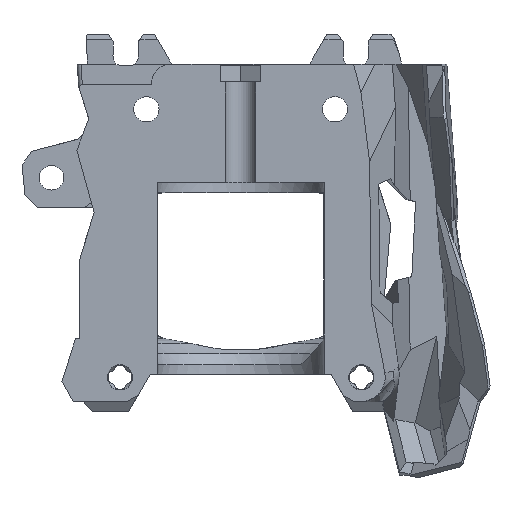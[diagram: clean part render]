
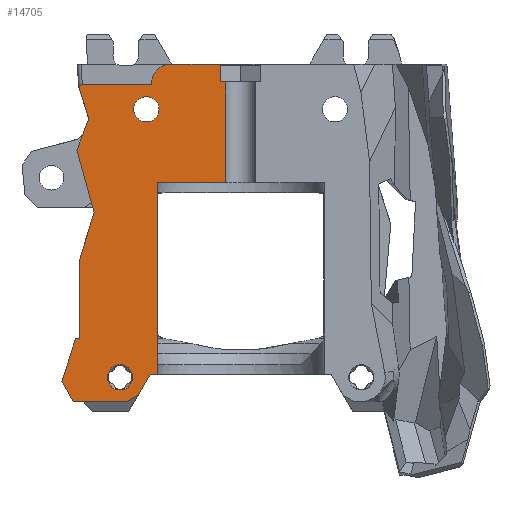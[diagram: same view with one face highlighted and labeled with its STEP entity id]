
A CAD part, front view. The second image highlights one B-rep face of the part: STEP entity #14705.
In plain terms, the highlighted planar face has unit normal (0, -1, 0).
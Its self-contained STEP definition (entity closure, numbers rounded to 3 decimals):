
#326=CIRCLE('',#15027,1.7);
#331=CIRCLE('',#15033,1.7);
#383=CIRCLE('',#15400,0.5);
#384=CIRCLE('',#15401,2.6);
#2746=ORIENTED_EDGE('',*,*,#4058,.F.);
#2747=ORIENTED_EDGE('',*,*,#4053,.T.);
#2748=ORIENTED_EDGE('',*,*,#4816,.T.);
#2749=ORIENTED_EDGE('',*,*,#4817,.T.);
#2750=ORIENTED_EDGE('',*,*,#3976,.T.);
#2751=ORIENTED_EDGE('',*,*,#3600,.F.);
#2752=ORIENTED_EDGE('',*,*,#4788,.F.);
#2753=ORIENTED_EDGE('',*,*,#3969,.T.);
#2754=ORIENTED_EDGE('',*,*,#3862,.F.);
#2755=ORIENTED_EDGE('',*,*,#4818,.F.);
#2756=ORIENTED_EDGE('',*,*,#3876,.F.);
#2757=ORIENTED_EDGE('',*,*,#4067,.F.);
#2758=ORIENTED_EDGE('',*,*,#4070,.F.);
#2759=ORIENTED_EDGE('',*,*,#4071,.F.);
#2760=ORIENTED_EDGE('',*,*,#3957,.F.);
#2761=ORIENTED_EDGE('',*,*,#4819,.F.);
#2762=ORIENTED_EDGE('',*,*,#4820,.T.);
#2763=ORIENTED_EDGE('',*,*,#3869,.T.);
#2764=ORIENTED_EDGE('',*,*,#4066,.T.);
#2765=ORIENTED_EDGE('',*,*,#4821,.T.);
#2766=ORIENTED_EDGE('',*,*,#4822,.T.);
#2767=ORIENTED_EDGE('',*,*,#4823,.T.);
#2768=ORIENTED_EDGE('',*,*,#3617,.F.);
#2769=ORIENTED_EDGE('',*,*,#4824,.T.);
#2770=ORIENTED_EDGE('',*,*,#4825,.F.);
#3600=EDGE_CURVE('',#5175,#5176,#6204,.T.);
#3617=EDGE_CURVE('',#5191,#5192,#6218,.T.);
#3862=EDGE_CURVE('',#5386,#5387,#6441,.T.);
#3869=EDGE_CURVE('',#5394,#5393,#6445,.T.);
#3876=EDGE_CURVE('',#5398,#5399,#6451,.T.);
#3957=EDGE_CURVE('',#5453,#5454,#6527,.T.);
#3969=EDGE_CURVE('',#5461,#5387,#6539,.T.);
#3976=EDGE_CURVE('',#5462,#5176,#6544,.T.);
#4053=EDGE_CURVE('',#5519,#5519,#326,.T.);
#4058=EDGE_CURVE('',#5524,#5524,#331,.T.);
#4066=EDGE_CURVE('',#5393,#5531,#6600,.T.);
#4067=EDGE_CURVE('',#5532,#5398,#6601,.T.);
#4070=EDGE_CURVE('',#5533,#5532,#6604,.T.);
#4071=EDGE_CURVE('',#5454,#5533,#6605,.T.);
#4788=EDGE_CURVE('',#5461,#5175,#7189,.T.);
#4816=EDGE_CURVE('',#5982,#5983,#7217,.T.);
#4817=EDGE_CURVE('',#5983,#5462,#383,.F.);
#4818=EDGE_CURVE('',#5399,#5386,#7218,.T.);
#4819=EDGE_CURVE('',#5984,#5453,#7219,.T.);
#4820=EDGE_CURVE('',#5984,#5394,#7220,.T.);
#4821=EDGE_CURVE('',#5531,#5985,#7221,.T.);
#4822=EDGE_CURVE('',#5985,#5986,#7222,.T.);
#4823=EDGE_CURVE('',#5986,#5192,#7223,.F.);
#4824=EDGE_CURVE('',#5191,#5987,#384,.F.);
#4825=EDGE_CURVE('',#5982,#5987,#7224,.T.);
#5175=VERTEX_POINT('',#18174);
#5176=VERTEX_POINT('',#18176);
#5191=VERTEX_POINT('',#18210);
#5192=VERTEX_POINT('',#18212);
#5386=VERTEX_POINT('',#18750);
#5387=VERTEX_POINT('',#18752);
#5393=VERTEX_POINT('',#18765);
#5394=VERTEX_POINT('',#18767);
#5398=VERTEX_POINT('',#18779);
#5399=VERTEX_POINT('',#18781);
#5453=VERTEX_POINT('',#18940);
#5454=VERTEX_POINT('',#18942);
#5461=VERTEX_POINT('',#18965);
#5462=VERTEX_POINT('',#18969);
#5519=VERTEX_POINT('',#19135);
#5524=VERTEX_POINT('',#19146);
#5531=VERTEX_POINT('',#19162);
#5532=VERTEX_POINT('',#19166);
#5533=VERTEX_POINT('',#19170);
#5982=VERTEX_POINT('',#21162);
#5983=VERTEX_POINT('',#21163);
#5984=VERTEX_POINT('',#21167);
#5985=VERTEX_POINT('',#21170);
#5986=VERTEX_POINT('',#21172);
#5987=VERTEX_POINT('',#21175);
#6204=LINE('',#18175,#7476);
#6218=LINE('',#18211,#7490);
#6441=LINE('',#18751,#7713);
#6445=LINE('',#18766,#7717);
#6451=LINE('',#18780,#7723);
#6527=LINE('',#18941,#7799);
#6539=LINE('',#18964,#7811);
#6544=LINE('',#18976,#7816);
#6600=LINE('',#19163,#7872);
#6601=LINE('',#19165,#7873);
#6604=LINE('',#19171,#7876);
#6605=LINE('',#19173,#7877);
#7189=LINE('',#21109,#8461);
#7217=LINE('',#21161,#8489);
#7218=LINE('',#21165,#8490);
#7219=LINE('',#21166,#8491);
#7220=LINE('',#21168,#8492);
#7221=LINE('',#21169,#8493);
#7222=LINE('',#21171,#8494);
#7223=LINE('',#21173,#8495);
#7224=LINE('',#21176,#8496);
#7476=VECTOR('',#15541,1000.);
#7490=VECTOR('',#15567,1000.);
#7713=VECTOR('',#15934,1000.);
#7717=VECTOR('',#15946,1000.);
#7723=VECTOR('',#15958,1000.);
#7799=VECTOR('',#16094,1000.);
#7811=VECTOR('',#16114,1000.);
#7816=VECTOR('',#16125,1000.);
#7872=VECTOR('',#16309,1000.);
#7873=VECTOR('',#16312,1000.);
#7876=VECTOR('',#16317,1000.);
#7877=VECTOR('',#16320,1000.);
#8461=VECTOR('',#17592,1000.);
#8489=VECTOR('',#17642,1000.);
#8490=VECTOR('',#17645,1000.);
#8491=VECTOR('',#17646,1000.);
#8492=VECTOR('',#17647,1000.);
#8493=VECTOR('',#17648,1000.);
#8494=VECTOR('',#17649,1000.);
#8495=VECTOR('',#17650,1000.);
#8496=VECTOR('',#17653,1000.);
#9195=EDGE_LOOP('',(#2746));
#9196=EDGE_LOOP('',(#2747));
#9197=EDGE_LOOP('',(#2748,#2749,#2750,#2751,#2752,#2753,#2754,#2755,#2756,
#2757,#2758,#2759,#2760,#2761,#2762,#2763,#2764,#2765,#2766,#2767,#2768,
#2769,#2770));
#9811=FACE_BOUND('',#9195,.T.);
#9812=FACE_BOUND('',#9196,.T.);
#9813=FACE_BOUND('',#9197,.T.);
#10313=PLANE('',#15399);
#14705=ADVANCED_FACE('',(#9811,#9812,#9813),#10313,.F.);
#15027=AXIS2_PLACEMENT_3D('',#19134,#16278,#16279);
#15033=AXIS2_PLACEMENT_3D('',#19145,#16290,#16291);
#15399=AXIS2_PLACEMENT_3D('',#21160,#17640,#17641);
#15400=AXIS2_PLACEMENT_3D('',#21164,#17643,#17644);
#15401=AXIS2_PLACEMENT_3D('',#21174,#17651,#17652);
#15541=DIRECTION('',(0.355,0.,0.935));
#15567=DIRECTION('',(1.,0.,0.));
#15934=DIRECTION('',(0.,0.,1.));
#15946=DIRECTION('',(1.,0.,0.));
#15958=DIRECTION('',(0.298,0.,0.955));
#16094=DIRECTION('',(-0.5,0.,-0.866));
#16114=DIRECTION('',(-0.298,0.,-0.955));
#16125=DIRECTION('',(0.299,0.,-0.954));
#16278=DIRECTION('',(0.,1.,0.));
#16279=DIRECTION('',(1.,0.,0.));
#16290=DIRECTION('',(0.,-1.,0.));
#16291=DIRECTION('',(0.,0.,-1.));
#16309=DIRECTION('',(0.,0.,1.));
#16312=DIRECTION('',(-0.481,0.,0.877));
#16317=DIRECTION('',(-1.,0.,0.));
#16320=DIRECTION('',(-0.866,0.,-0.5));
#17592=DIRECTION('',(-0.264,0.,0.964));
#17640=DIRECTION('',(0.,1.,0.));
#17641=DIRECTION('',(0.,0.,1.));
#17642=DIRECTION('',(-1.,0.,0.));
#17643=DIRECTION('',(0.,1.,0.));
#17644=DIRECTION('',(0.,0.,1.));
#17645=DIRECTION('',(1.,0.,0.));
#17646=DIRECTION('',(-1.,0.,0.));
#17647=DIRECTION('',(0.,0.,1.));
#17648=DIRECTION('',(-1.,0.,0.));
#17649=DIRECTION('',(0.,0.,1.));
#17650=DIRECTION('',(0.707,0.,-0.707));
#17651=DIRECTION('',(0.,1.,0.));
#17652=DIRECTION('',(0.,0.,1.));
#17653=DIRECTION('',(0.,0.,1.));
#18174=CARTESIAN_POINT('',(-22.056,0.,49.916));
#18175=CARTESIAN_POINT('',(-23.902,0.,45.055));
#18176=CARTESIAN_POINT('',(-20.455,0.,54.132));
#18210=CARTESIAN_POINT('',(-9.4,0.,61.5));
#18211=CARTESIAN_POINT('',(-19.733,0.,61.5));
#18212=CARTESIAN_POINT('',(-2.9,0.,61.5));
#18750=CARTESIAN_POINT('',(-21.769,0.,24.485));
#18751=CARTESIAN_POINT('',(-21.769,0.,28.03));
#18752=CARTESIAN_POINT('',(-21.769,0.,34.956));
#18765=CARTESIAN_POINT('',(-2.05,0.,45.5));
#18766=CARTESIAN_POINT('',(8.349,0.,45.5));
#18767=CARTESIAN_POINT('',(-11.25,0.,45.5));
#18779=CARTESIAN_POINT('',(-24.067,0.,18.732));
#18780=CARTESIAN_POINT('',(-23.108,0.,21.804));
#18781=CARTESIAN_POINT('',(-22.271,0.,24.485));
#18940=CARTESIAN_POINT('',(-12.18,0.,19.75));
#18941=CARTESIAN_POINT('',(-11.565,0.,20.816));
#18942=CARTESIAN_POINT('',(-13.845,0.,16.867));
#18964=CARTESIAN_POINT('',(-19.739,0.,41.455));
#18965=CARTESIAN_POINT('',(-19.739,0.,41.455));
#18969=CARTESIAN_POINT('',(-21.702,0.,58.104));
#18976=CARTESIAN_POINT('',(-22.767,0.,61.5));
#19134=CARTESIAN_POINT('',(-16.25,0.,19.301));
#19135=CARTESIAN_POINT('',(-14.55,0.,19.301));
#19145=CARTESIAN_POINT('',(-12.7,0.,55.424));
#19146=CARTESIAN_POINT('',(-12.7,0.,53.724));
#19162=CARTESIAN_POINT('',(-2.05,0.,59.1));
#19163=CARTESIAN_POINT('',(-2.05,0.,52.5));
#19165=CARTESIAN_POINT('',(-25.05,0.,20.521));
#19166=CARTESIAN_POINT('',(-22.569,0.,16.001));
#19170=CARTESIAN_POINT('',(-15.345,0.,16.001));
#19171=CARTESIAN_POINT('',(-23.493,0.,16.001));
#19173=CARTESIAN_POINT('',(0.496,0.,25.147));
#21109=CARTESIAN_POINT('',(-19.579,0.,40.87));
#21160=CARTESIAN_POINT('',(16.698,0.,31.934));
#21161=CARTESIAN_POINT('',(16.698,0.,58.754));
#21162=CARTESIAN_POINT('',(-12.,0.,58.754));
#21163=CARTESIAN_POINT('',(-21.225,0.,58.754));
#21164=CARTESIAN_POINT('',(-21.225,0.,58.254));
#21165=CARTESIAN_POINT('',(1.795,0.,24.485));
#21166=CARTESIAN_POINT('',(-8.349,0.,19.75));
#21167=CARTESIAN_POINT('',(-11.25,0.,19.75));
#21168=CARTESIAN_POINT('',(-11.25,0.,33.25));
#21169=CARTESIAN_POINT('',(16.698,0.,59.1));
#21170=CARTESIAN_POINT('',(-2.7,0.,59.1));
#21171=CARTESIAN_POINT('',(-2.7,0.,31.934));
#21172=CARTESIAN_POINT('',(-2.7,0.,61.3));
#21173=CARTESIAN_POINT('',(-2.7,0.,61.3));
#21174=CARTESIAN_POINT('',(-9.4,0.,58.9));
#21175=CARTESIAN_POINT('',(-12.,0.,58.9));
#21176=CARTESIAN_POINT('',(-12.,0.,31.934));
